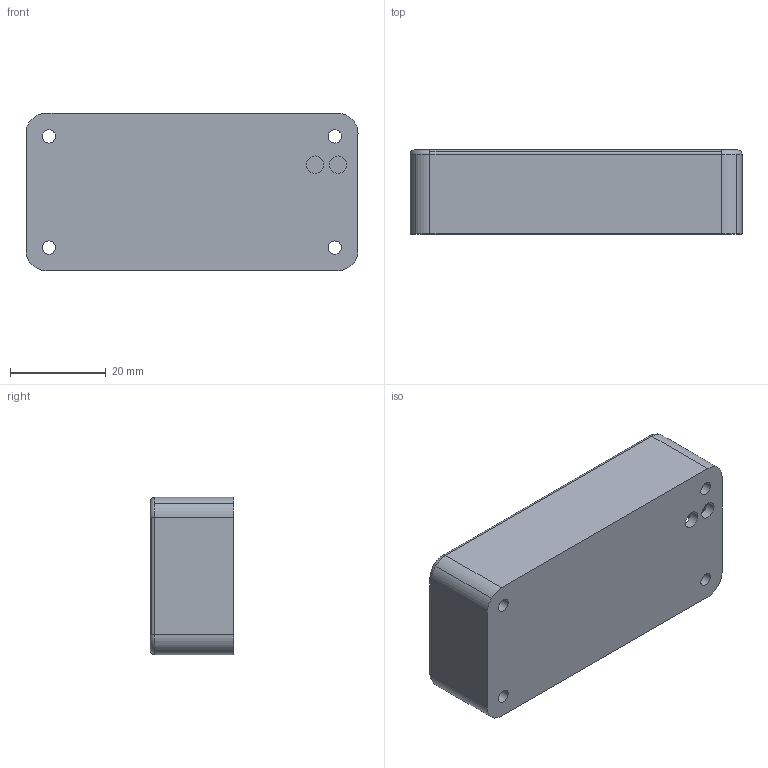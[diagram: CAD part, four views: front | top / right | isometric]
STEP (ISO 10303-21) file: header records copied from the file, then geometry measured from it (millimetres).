
FILE_DESCRIPTION(('STEP AP214'),'1');
FILE_NAME('ESP32 WeMos case.stp','2019-01-13T15:41:35',(' '),(' '),'Spatial InterOp 3D',' ',' ');
FILE_SCHEMA(('AUTOMOTIVE_DESIGN { 1 0 10303 214 1 1 1 1 }'));
Length unit declared in the file: metre
Products named in the file (3): ESP32 WeMos case; cap; case
Assembly tree (2 placements, depth 2):
  ESP32 WeMos case
    cap
    case
Bounding box: 69.2 x 17.5 x 32.79 mm (x, y, z)
Volume: 15153.5 mm3; surface area: 15233 mm2
Topology: 2 solids, 2 shells, 131 faces, 357 edges, 231 vertices
Faces by surface type: cylinder 79, plane 47, torus 4, bspline 1
Entity records: 5713 total; most frequent: CARTESIAN_POINT 1095, DIRECTION 768, ORIENTED_EDGE 714, EDGE_CURVE 357, AXIS2_PLACEMENT_3D 280, VERTEX_POINT 231, LINE 208, VECTOR 208
